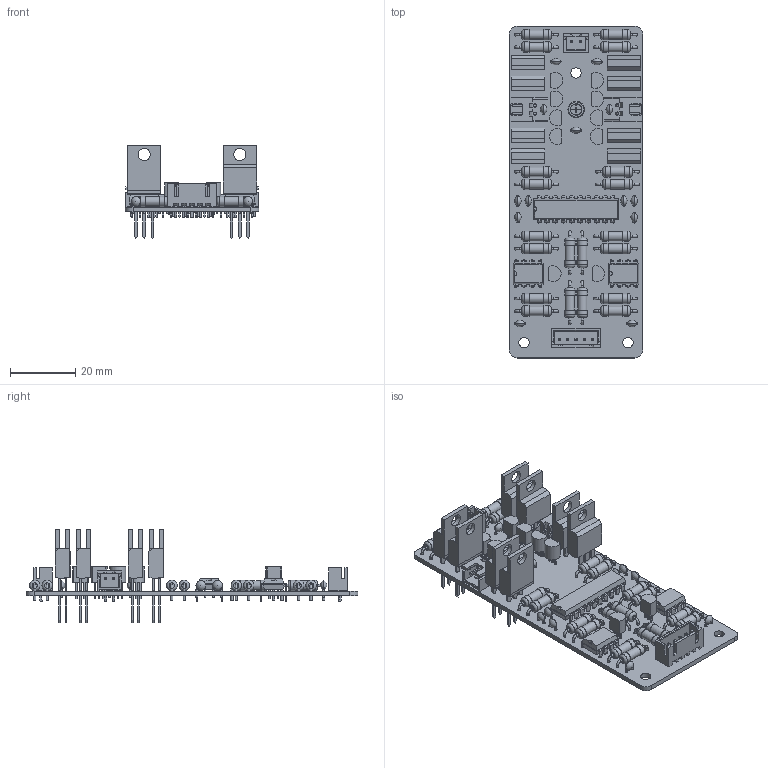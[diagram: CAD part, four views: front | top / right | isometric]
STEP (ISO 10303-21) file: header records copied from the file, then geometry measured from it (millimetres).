
FILE_DESCRIPTION(('KiCad electronic assembly'),'2;1');
FILE_NAME('dual-h-bridge.step','2025-07-06T00:07:26',('Pcbnew'),('Kicad'=======FILE_NAME('dual-h-bridge.step','2025-07-05T23:57:46',('Pcbnew'),('Kicad'>>>>>>> 6d870c409987a484428e24531c98e2e969deb44c ),'Open CASCADE STEP processor 7.9','KiCad to STEP converter', 'Unknown');
FILE_SCHEMA(('AUTOMOTIVE_DESIGN { 1 0 10303 214 1 1 1 1 }'));
Length unit declared in the file: millimetre
Products named in the file (12): dual-h-bridge 2; TO-92_Inline; R_Axial_DIN0309_L9.0mm_D3.2mm_P12.70mm_Horizontal; C_Disc_D3.0mm_W2.0mm_P2.50mm; CP_Radial_D5.0mm_P2.00mm; TO-220-3_Vertical; JST_XH_B2B-XH-A_1x02_P2.50mm_Vertical; JST_XH_S2B-XH-A-1_1x02_P2.50mm_Horizontal; DIP-8_W7.62mm; JST_XH_B5B-XH-A_1x05_P2.50mm_Vertical; DIP-20_W7.62mm; dual-h-bridge_PCB
Assembly tree (60 placements, depth 2):
  dual-h-bridge 2
    TO-92_Inline  x10
    R_Axial_DIN0309_L9.0mm_D3.2mm_P12.70mm_Horizontal  x20
    C_Disc_D3.0mm_W2.0mm_P2.50mm  x13
    CP_Radial_D5.0mm_P2.00mm
    TO-220-3_Vertical  x8
    JST_XH_B2B-XH-A_1x02_P2.50mm_Vertical
    JST_XH_S2B-XH-A-1_1x02_P2.50mm_Horizontal  x2
    DIP-8_W7.62mm  x2
    JST_XH_B5B-XH-A_1x05_P2.50mm_Vertical
    DIP-20_W7.62mm
    dual-h-bridge_PCB
Bounding box: 40.89 x 101.47 x 28.52 mm (x, y, z)
Volume: 14007.3 mm3; surface area: 21737.5 mm2
Topology: 60 solids, 61 shells, 2413 faces, 6113 edges, 3930 vertices
Faces by surface type: plane 1672, cylinder 524, torus 82, bspline 78, revolution 31, sphere 26
Full cylindrical faces by diameter (mm): 0.5 x28, 0.7 x80, 0.75 x30, 0.8 x104, 0.95 x5, 1 x6, 1.1 x24, 2.88 x20, 3.2 x43, 3.735 x8
Entity records: 53048 total; most frequent: CARTESIAN_POINT 8217, ORIENTED_EDGE 6398, DIRECTION 6095, EDGE_CURVE 3199, LINE 2540, VECTOR 2540, VERTEX_POINT 2064, STYLED_ITEM 2010
